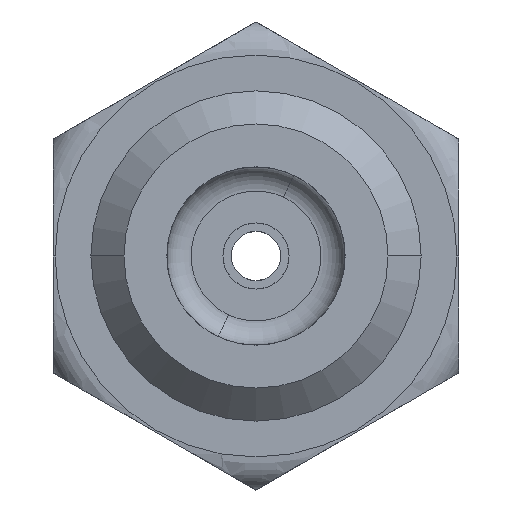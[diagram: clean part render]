
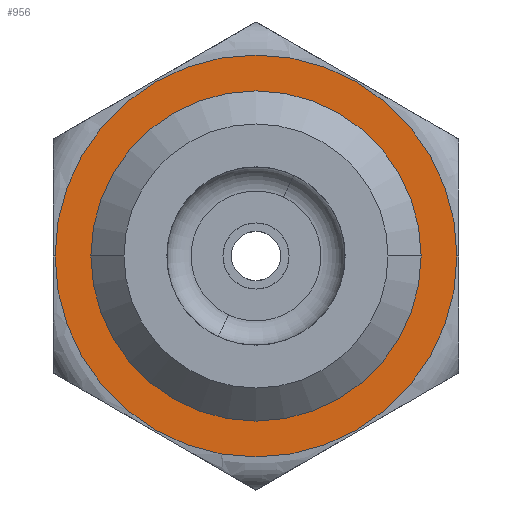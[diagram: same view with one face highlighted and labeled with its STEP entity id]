
A CAD part, left-side view. The second image highlights one B-rep face of the part: STEP entity #956.
In plain terms, the highlighted planar face has unit normal (-1, 0, 0).
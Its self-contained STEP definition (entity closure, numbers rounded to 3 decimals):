
#16 = VERTEX_POINT ( 'NONE', #27 ) ;
#27 = CARTESIAN_POINT ( 'NONE',  ( -0.127, -3.913, 0. ) ) ;
#41 = CIRCLE ( 'NONE', #1132, 3.865 ) ;
#124 = CARTESIAN_POINT ( 'NONE',  ( -0.127, -0.048, 0. ) ) ;
#173 = CARTESIAN_POINT ( 'NONE',  ( -0.127, -0.048, 0. ) ) ;
#239 = CARTESIAN_POINT ( 'NONE',  ( -0.127, -9.217, 0. ) ) ;
#261 = CIRCLE ( 'NONE', #1756, 3.865 ) ;
#264 = FACE_BOUND ( 'NONE', #2261, .T. ) ;
#360 = DIRECTION ( 'NONE',  ( 0., 1., 0. ) ) ;
#409 = DIRECTION ( 'NONE',  ( 0., 1., 0. ) ) ;
#441 = ORIENTED_EDGE ( 'NONE', *, *, #1089, .T. ) ;
#477 = AXIS2_PLACEMENT_3D ( 'NONE', #239, #922, #1583 ) ;
#541 = CIRCLE ( 'NONE', #1299, 2.54 ) ;
#562 = DIRECTION ( 'NONE',  ( 1., 0., 0. ) ) ;
#881 = CARTESIAN_POINT ( 'NONE',  ( -0.127, -0.048, 0. ) ) ;
#922 = DIRECTION ( 'NONE',  ( 1., 0., 0. ) ) ;
#956 = ADVANCED_FACE ( 'NONE', ( #1964, #264 ), #1987, .F. ) ;
#1001 = ORIENTED_EDGE ( 'NONE', *, *, #2854, .T. ) ;
#1089 = EDGE_CURVE ( 'NONE', #2294, #2453, #1447, .T. ) ;
#1132 = AXIS2_PLACEMENT_3D ( 'NONE', #881, #2451, #1145 ) ;
#1145 = DIRECTION ( 'NONE',  ( 0., 1., 0. ) ) ;
#1188 = EDGE_CURVE ( 'NONE', #2165, #16, #261, .T. ) ;
#1279 = CARTESIAN_POINT ( 'NONE',  ( -0.127, 3.817, 0. ) ) ;
#1299 = AXIS2_PLACEMENT_3D ( 'NONE', #173, #1722, #409 ) ;
#1447 = CIRCLE ( 'NONE', #2499, 2.54 ) ;
#1583 = DIRECTION ( 'NONE',  ( 0., 1., 0. ) ) ;
#1605 = CARTESIAN_POINT ( 'NONE',  ( -0.127, -2.588, 0. ) ) ;
#1677 = CARTESIAN_POINT ( 'NONE',  ( -0.127, 2.492, 0. ) ) ;
#1686 = DIRECTION ( 'NONE',  ( -1., 0., 0. ) ) ;
#1722 = DIRECTION ( 'NONE',  ( 1., 0., 0. ) ) ;
#1756 = AXIS2_PLACEMENT_3D ( 'NONE', #124, #1686, #360 ) ;
#1824 = ORIENTED_EDGE ( 'NONE', *, *, #2193, .T. ) ;
#1864 = CARTESIAN_POINT ( 'NONE',  ( -0.127, -0.048, 0. ) ) ;
#1865 = EDGE_LOOP ( 'NONE', ( #2098, #1001 ) ) ;
#1964 = FACE_OUTER_BOUND ( 'NONE', #1865, .T. ) ;
#1987 = PLANE ( 'NONE',  #477 ) ;
#2082 = DIRECTION ( 'NONE',  ( 0., 1., 0. ) ) ;
#2098 = ORIENTED_EDGE ( 'NONE', *, *, #1188, .T. ) ;
#2165 = VERTEX_POINT ( 'NONE', #1279 ) ;
#2193 = EDGE_CURVE ( 'NONE', #2453, #2294, #541, .T. ) ;
#2261 = EDGE_LOOP ( 'NONE', ( #1824, #441 ) ) ;
#2294 = VERTEX_POINT ( 'NONE', #1605 ) ;
#2451 = DIRECTION ( 'NONE',  ( -1., 0., 0. ) ) ;
#2453 = VERTEX_POINT ( 'NONE', #1677 ) ;
#2499 = AXIS2_PLACEMENT_3D ( 'NONE', #1864, #562, #2082 ) ;
#2854 = EDGE_CURVE ( 'NONE', #16, #2165, #41, .T. ) ;
